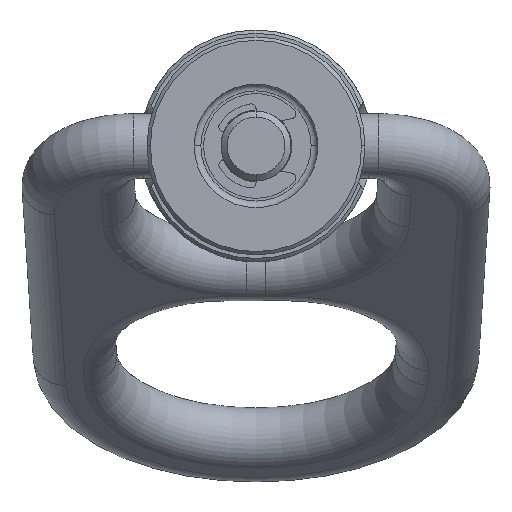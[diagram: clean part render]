
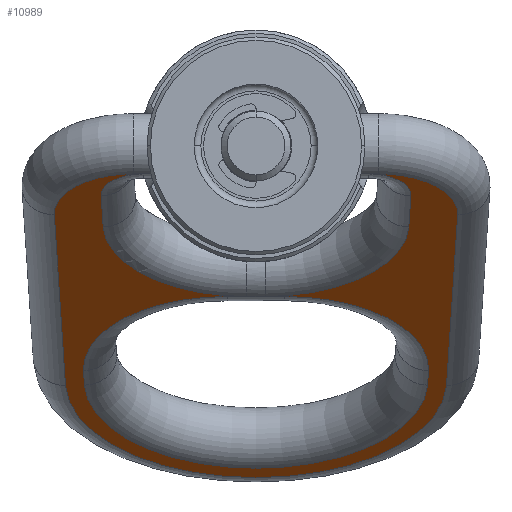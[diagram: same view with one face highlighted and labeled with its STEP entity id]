
A CAD part, front view. The second image highlights one B-rep face of the part: STEP entity #10989.
In plain terms, the highlighted planar face has unit normal (0, -0.5, -0.866).
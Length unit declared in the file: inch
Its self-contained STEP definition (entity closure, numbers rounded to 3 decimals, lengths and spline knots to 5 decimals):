
#6345=DIRECTION('',(0.033,0.866,-0.5));
#6346=VECTOR('',#6345,0.56015);
#6347=CARTESIAN_POINT('',(-1.38979,0.51239,
-0.44738));
#6348=LINE('',#6347,#6346);
#6574=CARTESIAN_POINT('',(-0.08211,0.96058,
-0.70615));
#6575=DIRECTION('',(0.,-0.5,-0.866));
#6576=DIRECTION('',(-0.999,0.028,-0.016));
#6577=AXIS2_PLACEMENT_3D('',#6574,#6575,#6576);
#7043=DIRECTION('',(1.,0.,0.));
#7044=VECTOR('',#7043,0.17623);
#7045=CARTESIAN_POINT('',(-0.25834,2.07776,
-1.35115));
#7046=LINE('',#7045,#7044);
#7057=DIRECTION('',(1.,0.,0.));
#7058=VECTOR('',#7057,0.17623);
#7059=CARTESIAN_POINT('',(0.08211,2.07776,
-1.35115));
#7060=LINE('',#7059,#7058);
#7125=CARTESIAN_POINT('',(-0.25834,3.19493,
-1.99615));
#7126=DIRECTION('',(0.,0.5,0.866));
#7127=DIRECTION('',(-0.999,0.028,-0.016));
#7128=AXIS2_PLACEMENT_3D('',#7125,#7126,#7127);
#7148=DIRECTION('',(-0.033,-0.866,0.5));
#7149=VECTOR('',#7148,0.25834);
#7150=CARTESIAN_POINT('',(-1.53917,3.45519,
-2.14641));
#7151=LINE('',#7150,#7149);
#7202=CARTESIAN_POINT('',(0.,3.41144,-2.12115));
#7203=DIRECTION('',(0.,0.5,0.866));
#7204=DIRECTION('',(0.999,0.028,-0.016));
#7205=AXIS2_PLACEMENT_3D('',#7202,#7203,#7204);
#7225=DIRECTION('',(-0.033,0.866,-0.5));
#7226=VECTOR('',#7225,0.25834);
#7227=CARTESIAN_POINT('',(1.54765,3.23158,-2.01731));
#7228=LINE('',#7227,#7226);
#7279=CARTESIAN_POINT('',(0.25834,3.19493,
-1.99615));
#7280=DIRECTION('',(0.,0.5,0.866));
#7281=DIRECTION('',(0.,-0.866,0.5));
#7282=AXIS2_PLACEMENT_3D('',#7279,#7280,#7281);
#7287=CARTESIAN_POINT('',(-1.01,0.50159,-0.44115));
#7288=DIRECTION('',(0.,-0.5,-0.866));
#7289=DIRECTION('',(0.,-0.866,0.5));
#7290=AXIS2_PLACEMENT_3D('',#7287,#7288,#7289);
#7563=DIRECTION('',(-1.,0.,0.));
#7564=VECTOR('',#7563,0.08999);
#7565=CARTESIAN_POINT('',(-1.01,0.1725,
-0.25115));
#7566=LINE('',#7565,#7564);
#7631=CARTESIAN_POINT('',(-1.1,0.78738,-0.60615));
#7632=DIRECTION('',(0.,-0.5,-0.866));
#7633=DIRECTION('',(0.,-0.866,0.5));
#7634=AXIS2_PLACEMENT_3D('',#7631,#7632,#7633);
#7654=DIRECTION('',(0.033,0.866,-0.5));
#7655=VECTOR('',#7654,3.06444);
#7656=CARTESIAN_POINT('',(-1.80962,0.80756,
-0.6178));
#7657=LINE('',#7656,#7655);
#7677=CARTESIAN_POINT('',(0.,3.41144,-2.12115));
#7678=DIRECTION('',(0.,-0.5,-0.866));
#7679=DIRECTION('',(-0.999,0.028,-0.016));
#7680=AXIS2_PLACEMENT_3D('',#7677,#7678,#7679);
#7700=DIRECTION('',(0.033,-0.866,0.5));
#7701=VECTOR('',#7700,3.06444);
#7702=CARTESIAN_POINT('',(1.70908,3.46002,-2.1492));
#7703=LINE('',#7702,#7701);
#7754=CARTESIAN_POINT('',(1.1,0.78738,-0.60615));
#7755=DIRECTION('',(0.,-0.5,-0.866));
#7756=DIRECTION('',(0.999,0.028,-0.016));
#7757=AXIS2_PLACEMENT_3D('',#7754,#7755,#7756);
#7784=DIRECTION('',(-1.,0.,0.));
#7785=VECTOR('',#7784,0.09);
#7786=CARTESIAN_POINT('',(1.09999,0.1725,
-0.25115));
#7787=LINE('',#7786,#7785);
#8051=CARTESIAN_POINT('',(1.01,0.50159,-0.44115));
#8052=DIRECTION('',(0.,-0.5,-0.866));
#8053=DIRECTION('',(0.999,0.028,-0.016));
#8054=AXIS2_PLACEMENT_3D('',#8051,#8052,#8053);
#8075=DIRECTION('',(0.033,-0.866,0.5));
#8076=VECTOR('',#8075,0.56015);
#8077=CARTESIAN_POINT('',(1.37142,0.99723,
-0.72731));
#8078=LINE('',#8077,#8076);
#8097=CARTESIAN_POINT('',(0.08211,0.96058,
-0.70615));
#8098=DIRECTION('',(0.,-0.5,-0.866));
#8099=DIRECTION('',(0.,0.866,-0.5));
#8100=AXIS2_PLACEMENT_3D('',#8097,#8098,#8099);
#9383=CARTESIAN_POINT('',(1.3898,0.51239,
-0.44738));
#9384=CARTESIAN_POINT('',(1.01,0.1725,-0.25115));
#9385=VERTEX_POINT('',#9383);
#9386=VERTEX_POINT('',#9384);
#9391=CARTESIAN_POINT('',(1.37142,0.99723,
-0.72731));
#9392=VERTEX_POINT('',#9391);
#9395=CARTESIAN_POINT('',(0.08211,2.07776,
-1.35115));
#9396=VERTEX_POINT('',#9395);
#9399=CARTESIAN_POINT('',(-1.37142,0.99724,
-0.72731));
#9400=CARTESIAN_POINT('',(-0.08211,2.07776,
-1.35115));
#9401=VERTEX_POINT('',#9399);
#9402=VERTEX_POINT('',#9400);
#9403=CARTESIAN_POINT('',(-1.38979,0.51239,
-0.44738));
#9404=VERTEX_POINT('',#9403);
#9405=CARTESIAN_POINT('',(-1.01,0.1725,-0.25115));
#9406=VERTEX_POINT('',#9405);
#9418=CARTESIAN_POINT('',(-1.53917,3.45519,
-2.14641));
#9419=CARTESIAN_POINT('',(-1.54765,3.23158,
-2.01731));
#9420=VERTEX_POINT('',#9418);
#9421=VERTEX_POINT('',#9419);
#9424=CARTESIAN_POINT('',(-0.25834,2.07776,
-1.35115));
#9425=VERTEX_POINT('',#9424);
#9430=CARTESIAN_POINT('',(0.25834,2.07776,
-1.35115));
#9431=CARTESIAN_POINT('',(1.54765,3.23158,-2.01731));
#9432=VERTEX_POINT('',#9430);
#9433=VERTEX_POINT('',#9431);
#9436=CARTESIAN_POINT('',(1.53917,3.45519,-2.14641));
#9437=VERTEX_POINT('',#9436);
#9442=CARTESIAN_POINT('',(1.80962,0.80755,
-0.61779));
#9443=CARTESIAN_POINT('',(1.1,0.1725,-0.25115));
#9444=VERTEX_POINT('',#9442);
#9445=VERTEX_POINT('',#9443);
#9448=CARTESIAN_POINT('',(1.70908,3.46002,-2.1492));
#9449=VERTEX_POINT('',#9448);
#9452=CARTESIAN_POINT('',(-1.70908,3.46002,
-2.1492));
#9453=VERTEX_POINT('',#9452);
#9456=CARTESIAN_POINT('',(-1.80962,0.80756,
-0.6178));
#9457=VERTEX_POINT('',#9456);
#9460=CARTESIAN_POINT('',(-1.1,0.1725,-0.25115));
#9461=VERTEX_POINT('',#9460);
#10951=CARTESIAN_POINT('',(0.,3.41144,-2.12115));
#10952=DIRECTION('',(0.,0.5,0.866));
#10953=DIRECTION('',(1.,0.,0.));
#10954=AXIS2_PLACEMENT_3D('',#10951,#10952,#10953);
#10955=PLANE('',#10954);
#10957=ORIENTED_EDGE('',*,*,#10956,.T.);
#10958=ORIENTED_EDGE('',*,*,#10290,.T.);
#10959=ORIENTED_EDGE('',*,*,#10464,.T.);
#10960=ORIENTED_EDGE('',*,*,#10870,.F.);
#10961=ORIENTED_EDGE('',*,*,#10890,.F.);
#10962=ORIENTED_EDGE('',*,*,#10904,.F.);
#10963=ORIENTED_EDGE('',*,*,#10918,.F.);
#10964=ORIENTED_EDGE('',*,*,#10932,.F.);
#10965=ORIENTED_EDGE('',*,*,#10945,.F.);
#10966=ORIENTED_EDGE('',*,*,#10873,.F.);
#10968=ORIENTED_EDGE('',*,*,#10967,.T.);
#10970=ORIENTED_EDGE('',*,*,#10969,.T.);
#10972=ORIENTED_EDGE('',*,*,#10971,.T.);
#10974=ORIENTED_EDGE('',*,*,#10973,.F.);
#10976=ORIENTED_EDGE('',*,*,#10975,.F.);
#10978=ORIENTED_EDGE('',*,*,#10977,.F.);
#10980=ORIENTED_EDGE('',*,*,#10979,.F.);
#10982=ORIENTED_EDGE('',*,*,#10981,.F.);
#10984=ORIENTED_EDGE('',*,*,#10983,.F.);
#10986=ORIENTED_EDGE('',*,*,#10985,.F.);
#10987=EDGE_LOOP('',(#10957,#10958,#10959,#10960,#10961,#10962,#10963,#10964,
#10965,#10966,#10968,#10970,#10972,#10974,#10976,#10978,#10980,#10982,#10984,
#10986));
#10988=FACE_OUTER_BOUND('',#10987,.F.);
#6578=CIRCLE('',#6577,1.29);
#7129=CIRCLE('',#7128,1.29);
#7206=CIRCLE('',#7205,1.54);
#7283=CIRCLE('',#7282,1.29);
#7291=CIRCLE('',#7290,0.38);
#7635=CIRCLE('',#7634,0.71);
#7681=CIRCLE('',#7680,1.71);
#7758=CIRCLE('',#7757,0.71);
#8055=CIRCLE('',#8054,0.38);
#8101=CIRCLE('',#8100,1.29);
#10290=EDGE_CURVE('',#9404,#9401,#6348,.T.);
#10464=EDGE_CURVE('',#9401,#9402,#6578,.T.);
#10870=EDGE_CURVE('',#9425,#9402,#7046,.T.);
#10873=EDGE_CURVE('',#9396,#9432,#7060,.T.);
#10890=EDGE_CURVE('',#9421,#9425,#7129,.T.);
#10904=EDGE_CURVE('',#9420,#9421,#7151,.T.);
#10918=EDGE_CURVE('',#9437,#9420,#7206,.T.);
#10932=EDGE_CURVE('',#9433,#9437,#7228,.T.);
#10945=EDGE_CURVE('',#9432,#9433,#7283,.T.);
#10956=EDGE_CURVE('',#9406,#9404,#7291,.T.);
#10967=EDGE_CURVE('',#9396,#9392,#8101,.T.);
#10969=EDGE_CURVE('',#9392,#9385,#8078,.T.);
#10971=EDGE_CURVE('',#9385,#9386,#8055,.T.);
#10973=EDGE_CURVE('',#9445,#9386,#7787,.T.);
#10975=EDGE_CURVE('',#9444,#9445,#7758,.T.);
#10977=EDGE_CURVE('',#9449,#9444,#7703,.T.);
#10979=EDGE_CURVE('',#9453,#9449,#7681,.T.);
#10981=EDGE_CURVE('',#9457,#9453,#7657,.T.);
#10983=EDGE_CURVE('',#9461,#9457,#7635,.T.);
#10985=EDGE_CURVE('',#9406,#9461,#7566,.T.);
#10989=ADVANCED_FACE('',(#10988),#10955,.F.);
